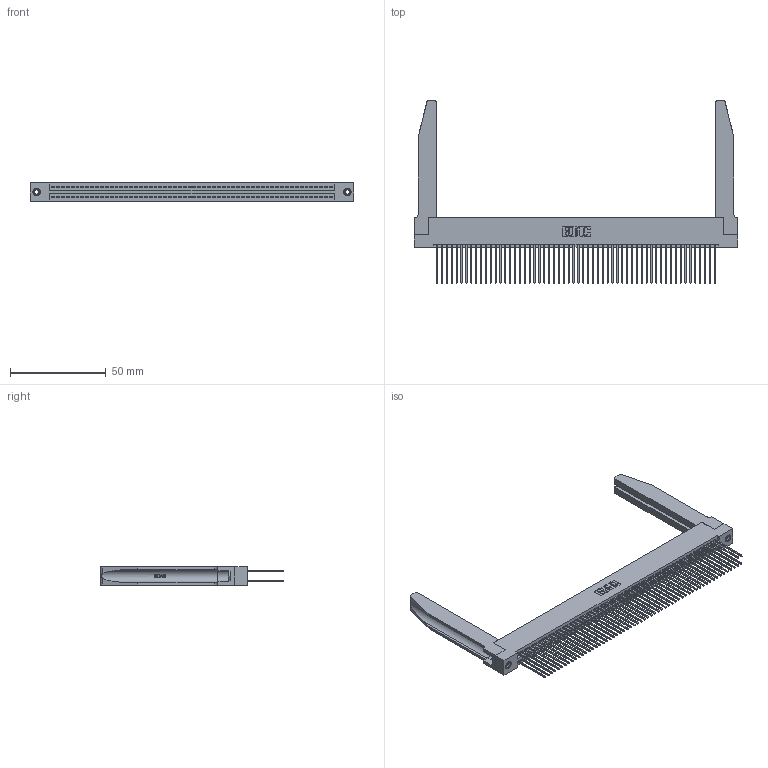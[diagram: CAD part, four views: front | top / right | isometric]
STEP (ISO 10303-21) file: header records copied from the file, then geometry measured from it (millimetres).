
FILE_DESCRIPTION (( 'STEP AP203' ), '1' );
FILE_NAME ('345-116-541-278.STEP', '2019-11-05T15:25:59', ( '' ), ( '' ), 'SwSTEP 2.0', 'SolidWorks 2016', '' );
FILE_SCHEMA (( 'CONFIG_CONTROL_DESIGN' ));
Length unit declared in the file: inch
Products named in the file (5): 345-220-078_345-220-078; 345-250-001_345-250-001-102; 345-116-541-278; 345-292-001_345-293-141; 345 Part_Flush Mounting Lugs - 0.156 Dia-TH
Assembly tree (121 placements, depth 2):
  345-116-541-278
    345 Part_Flush Mounting Lugs - 0.156 Dia-TH
    345-292-001_345-293-141  x116
    345-250-001_345-250-001-102  x2
    345-220-078_345-220-078  x2
Bounding box: 168.55 x 94.92 x 9.4 mm (x, y, z)
Volume: 24958 mm3; surface area: 35682.9 mm2
Topology: 121 solids, 121 shells, 6160 faces, 18233 edges, 11990 vertices
Faces by surface type: plane 4050, cylinder 2058, bspline 36, cone 12, torus 4
Entity records: 48112 total; most frequent: CARTESIAN_POINT 8967, ORIENTED_EDGE 7798, DIRECTION 6881, EDGE_CURVE 3899, LINE 3441, VECTOR 3441, VERTEX_POINT 2592, AXIS2_PLACEMENT_3D 1720
